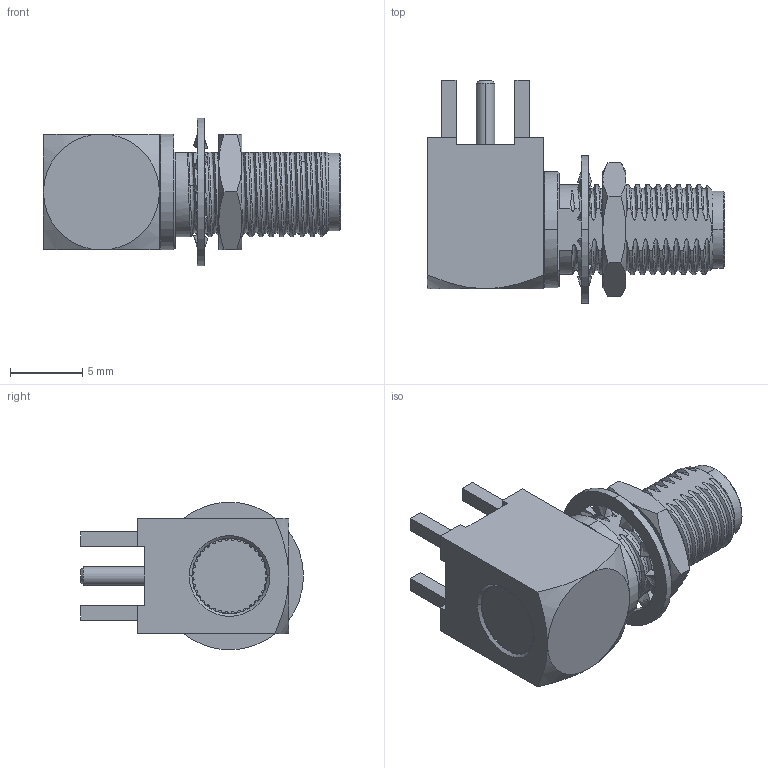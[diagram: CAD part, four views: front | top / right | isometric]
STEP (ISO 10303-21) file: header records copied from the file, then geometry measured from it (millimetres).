
FILE_DESCRIPTION (( 'STEP AP214' ), '1' );
FILE_NAME ('132203_3d_model_file.STEP', '2020-01-22T20:11:06', ( 'Delete' ), ( '' ), 'SwSTEP 2.0', 'SolidWorks 2017', '' );
FILE_SCHEMA (( 'AUTOMOTIVE_DESIGN' ));
Length unit declared in the file: millimetre
Products named in the file (19): 132203-4; 132203-3; 132203-2; 132203-1-2; 132203-1-1; LW-102-65X05; HN8-1-4-36X16; CV-523X06-T-B; 132203-5; 132203_3d_model_file
Assembly tree (9 placements, depth 2):
  LW-102-65X05
  HN8-1-4-36X16
  CV-523X06-T-B
  132203-5
  132203-4
Bounding box: 20.5 x 15.39 x 10.2 mm (x, y, z)
Volume: 936.6 mm3; surface area: 1897 mm2
Topology: 9 solids, 9 shells, 503 faces, 1385 edges, 910 vertices
Faces by surface type: cylinder 252, bspline 98, plane 88, cone 65
Entity records: 35495 total; most frequent: CARTESIAN_POINT 22678, ORIENTED_EDGE 2766, DIRECTION 2369, EDGE_CURVE 1383, AXIS2_PLACEMENT_3D 936, VERTEX_POINT 910, EDGE_LOOP 529, CIRCLE 518
